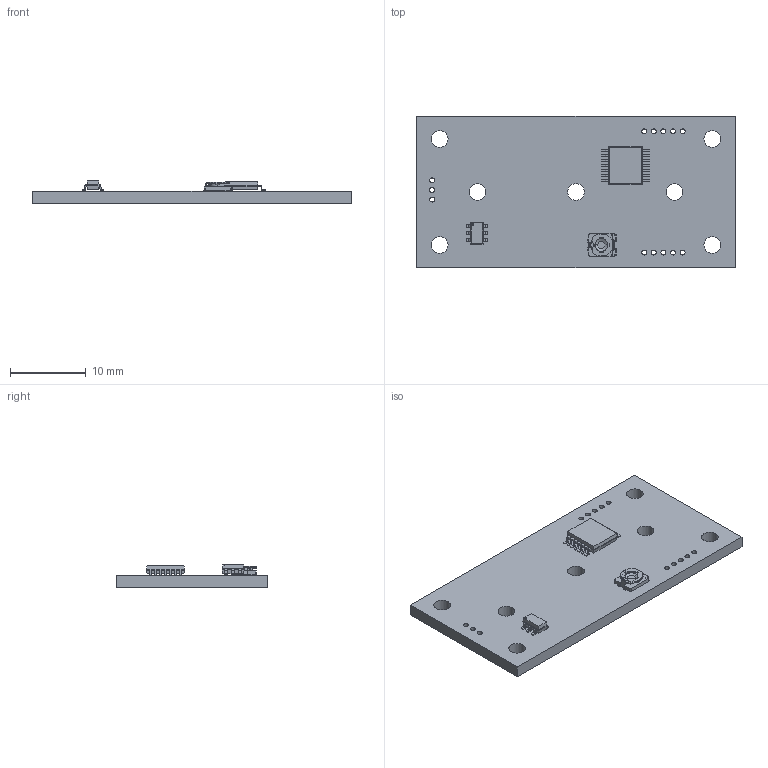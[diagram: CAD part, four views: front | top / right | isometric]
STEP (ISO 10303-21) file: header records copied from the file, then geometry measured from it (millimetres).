
FILE_DESCRIPTION(('KiCad electronic assembly'),'2;1');
FILE_NAME('emg-pcb-kicad.STEP','2023-04-21T12:16:09',('Pcbnew'),('Kicad' ),'Open CASCADE STEP processor 7.6','KiCad to STEP converter', 'Unknown');
FILE_SCHEMA(('AUTOMOTIVE_DESIGN { 1 0 10303 214 1 1 1 1 }'));
Length unit declared in the file: millimetre
Products named in the file (8): emg-pcb-kicad 1; TSSOP-14; COMPOUND; SOT-23-6; TC33X-2-103E; _autosave-emg-analog-front-end PCB
Assembly tree (7 placements, depth 3):
  emg-pcb-kicad 1
    TSSOP-14
      COMPOUND
    SOT-23-6
      COMPOUND
    TC33X-2-103E
      COMPOUND
    _autosave-emg-analog-front-end PCB
Bounding box: 42 x 20 x 2.95 mm (x, y, z)
Volume: 1331.5 mm3; surface area: 2116 mm2
Topology: 32 solids, 32 shells, 618 faces, 1557 edges, 1004 vertices
Faces by surface type: bspline 592, cylinder 20, plane 6
Full cylindrical faces by diameter (mm): 0.65 x13, 2.2 x7
Entity records: 35316 total; most frequent: CARTESIAN_POINT 14528, B_SPLINE_CURVE_WITH_KNOTS 3829, ORIENTED_EDGE 3114, PCURVE 3114, DEFINITIONAL_REPRESENTATION 3114, EDGE_CURVE 1557, SURFACE_CURVE 1537, VERTEX_POINT 1004
